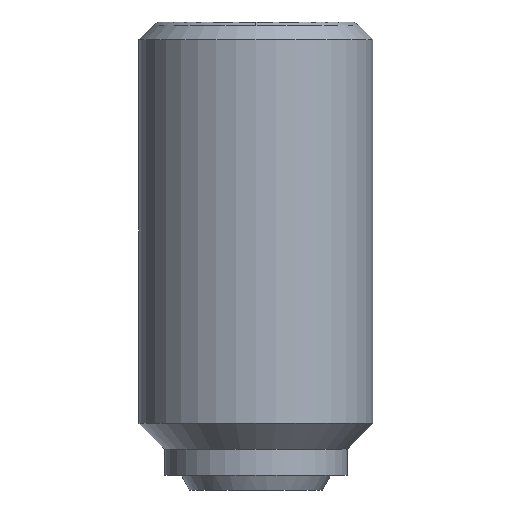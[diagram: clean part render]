
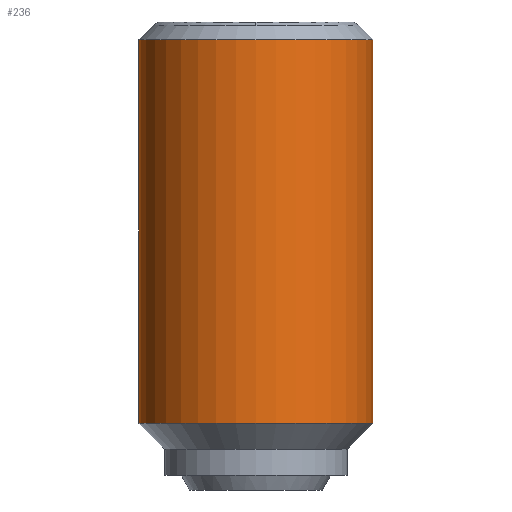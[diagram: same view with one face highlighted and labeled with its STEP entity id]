
A CAD part, front view. The second image highlights one B-rep face of the part: STEP entity #236.
In plain terms, the highlighted cylindrical face has radius 4 mm (diameter 8 mm), a partial arc.
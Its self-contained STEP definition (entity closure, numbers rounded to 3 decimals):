
#162=EDGE_CURVE('',#316,#338,#393,.T.);
#178=VERTEX_POINT('',#411);
#202=EDGE_CURVE('',#316,#178,#439,.T.);
#236=ADVANCED_FACE('',(#475),#476,.T.);
#282=VERTEX_POINT('',#526);
#294=EDGE_CURVE('',#178,#282,#538,.T.);
#298=EDGE_CURVE('',#282,#338,#542,.T.);
#316=VERTEX_POINT('',#562);
#338=VERTEX_POINT('',#587);
#393=CIRCLE('',#649,4.0);
#411=CARTESIAN_POINT('',(-4.,0.,-0.6));
#439=LINE('',#719,#720);
#475=FACE_OUTER_BOUND('',#785,.T.);
#476=CYLINDRICAL_SURFACE('',#786,4.0);
#526=CARTESIAN_POINT('',(4.,0.,-0.6));
#538=CIRCLE('',#885,4.0);
#542=LINE('',#891,#892);
#562=CARTESIAN_POINT('',(-4.,0.,-13.725));
#587=CARTESIAN_POINT('',(4.,0.,-13.725));
#649=AXIS2_PLACEMENT_3D('',#1011,#1012,#1013);
#719=CARTESIAN_POINT('',(-4.,0.,-7.163));
#720=VECTOR('',#1075,1.0);
#785=EDGE_LOOP('',(#1106,#1107,#1108,#1109));
#786=AXIS2_PLACEMENT_3D('',#1110,#1111,#1112);
#885=AXIS2_PLACEMENT_3D('',#1168,#1169,#1170);
#891=CARTESIAN_POINT('',(4.,0.,-7.163));
#892=VECTOR('',#1174,1.0);
#1011=CARTESIAN_POINT('',(0.,0.,-13.725));
#1012=DIRECTION('',(0.0,0.0,1.0));
#1013=DIRECTION('',(-1.0,0.,0.0));
#1075=DIRECTION('',(0.0,0.0,1.0));
#1106=ORIENTED_EDGE('',*,*,#202,.F.);
#1107=ORIENTED_EDGE('',*,*,#162,.T.);
#1108=ORIENTED_EDGE('',*,*,#298,.F.);
#1109=ORIENTED_EDGE('',*,*,#294,.F.);
#1110=CARTESIAN_POINT('',(0.,0.,-7.163));
#1111=DIRECTION('',(-0.0,-0.0,-1.0));
#1112=DIRECTION('',(-1.0,0.,0.0));
#1168=CARTESIAN_POINT('',(0.,0.,-0.6));
#1169=DIRECTION('',(0.0,0.0,1.0));
#1170=DIRECTION('',(-1.0,0.,0.0));
#1174=DIRECTION('',(-0.0,-0.0,-1.0));
